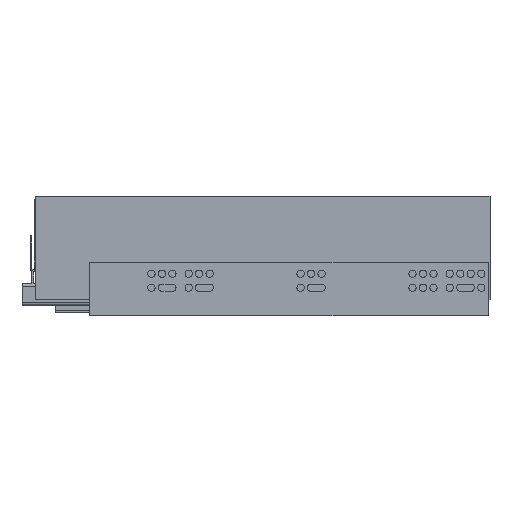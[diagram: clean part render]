
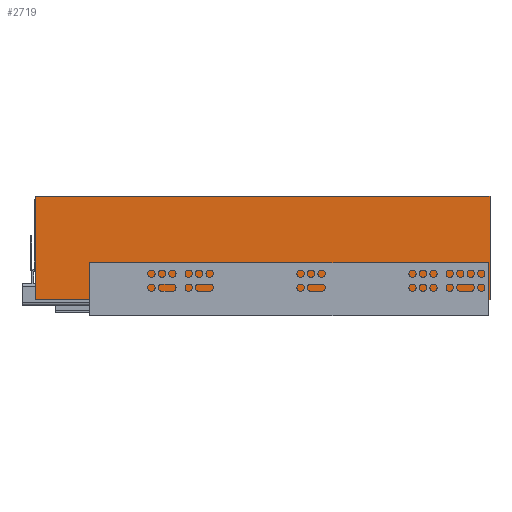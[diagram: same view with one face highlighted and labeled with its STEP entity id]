
A CAD part, top view. The second image highlights one B-rep face of the part: STEP entity #2719.
In plain terms, the highlighted planar face has unit normal (0, 0, 1).
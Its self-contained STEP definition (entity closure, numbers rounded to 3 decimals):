
#59 = LINE ( 'NONE', #7225, #1938 ) ;
#176 = DIRECTION ( 'NONE',  ( 0., 1., 0. ) ) ;
#463 = VECTOR ( 'NONE', #5941, 1000. ) ;
#530 = AXIS2_PLACEMENT_3D ( 'NONE', #6075, #6775, #8936 ) ;
#798 = DIRECTION ( 'NONE',  ( 1., 0., 0. ) ) ;
#919 = ORIENTED_EDGE ( 'NONE', *, *, #1420, .T. ) ;
#937 = ORIENTED_EDGE ( 'NONE', *, *, #7536, .F. ) ;
#970 = VERTEX_POINT ( 'NONE', #7132 ) ;
#1328 = VERTEX_POINT ( 'NONE', #1726 ) ;
#1420 = EDGE_CURVE ( 'NONE', #1328, #970, #3871, .T. ) ;
#1692 = LINE ( 'NONE', #6754, #2417 ) ;
#1726 = CARTESIAN_POINT ( 'NONE',  ( 0., 0., 30.4 ) ) ;
#1938 = VECTOR ( 'NONE', #798, 1000. ) ;
#2221 = ORIENTED_EDGE ( 'NONE', *, *, #9043, .T. ) ;
#2320 = VERTEX_POINT ( 'NONE', #6699 ) ;
#2339 = CARTESIAN_POINT ( 'NONE',  ( -390., 89., 30.4 ) ) ;
#2417 = VECTOR ( 'NONE', #4593, 1000. ) ;
#2470 = FACE_OUTER_BOUND ( 'NONE', #4769, .T. ) ;
#2719 = ADVANCED_FACE ( 'NONE', ( #2470 ), #7481, .T. ) ;
#3086 = CARTESIAN_POINT ( 'NONE',  ( 0., 0., 30.4 ) ) ;
#3158 = VECTOR ( 'NONE', #176, 1000. ) ;
#3871 = LINE ( 'NONE', #3086, #463 ) ;
#4261 = VERTEX_POINT ( 'NONE', #2339 ) ;
#4593 = DIRECTION ( 'NONE',  ( 1., 0., 0. ) ) ;
#4769 = EDGE_LOOP ( 'NONE', ( #919, #6973, #937, #2221 ) ) ;
#5941 = DIRECTION ( 'NONE',  ( 0., 1., 0. ) ) ;
#6075 = CARTESIAN_POINT ( 'NONE',  ( -390., 0., 30.4 ) ) ;
#6679 = LINE ( 'NONE', #8047, #3158 ) ;
#6699 = CARTESIAN_POINT ( 'NONE',  ( -390., 0., 30.4 ) ) ;
#6754 = CARTESIAN_POINT ( 'NONE',  ( -390., 89., 30.4 ) ) ;
#6775 = DIRECTION ( 'NONE',  ( 0., 0., 1. ) ) ;
#6973 = ORIENTED_EDGE ( 'NONE', *, *, #7891, .F. ) ;
#7132 = CARTESIAN_POINT ( 'NONE',  ( 0., 89., 30.4 ) ) ;
#7225 = CARTESIAN_POINT ( 'NONE',  ( -390., 0., 30.4 ) ) ;
#7481 = PLANE ( 'NONE',  #530 ) ;
#7536 = EDGE_CURVE ( 'NONE', #2320, #4261, #6679, .T. ) ;
#7891 = EDGE_CURVE ( 'NONE', #4261, #970, #1692, .T. ) ;
#8047 = CARTESIAN_POINT ( 'NONE',  ( -390., 0., 30.4 ) ) ;
#8936 = DIRECTION ( 'NONE',  ( -1., 0., 0. ) ) ;
#9043 = EDGE_CURVE ( 'NONE', #2320, #1328, #59, .T. ) ;
